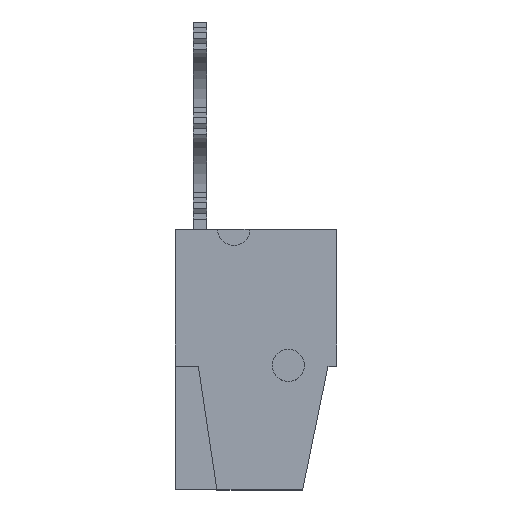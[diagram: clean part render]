
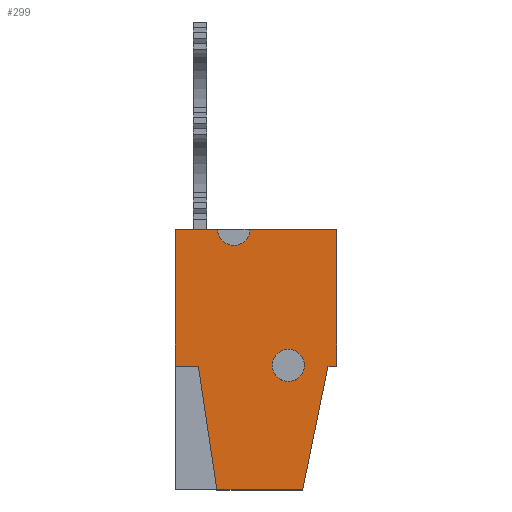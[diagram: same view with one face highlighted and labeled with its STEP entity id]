
A CAD part, top view. The second image highlights one B-rep face of the part: STEP entity #299.
In plain terms, the highlighted planar face has unit normal (0, 0, 1).
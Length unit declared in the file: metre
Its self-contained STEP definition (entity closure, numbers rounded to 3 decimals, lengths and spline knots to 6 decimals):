
#299=ADVANCED_FACE('',(#856,#857),#858,.F.);
#856=FACE_BOUND('',#1694,.T.);
#857=FACE_OUTER_BOUND('',#1695,.T.);
#858=PLANE('',#1696);
#1694=EDGE_LOOP('',(#2575));
#1695=EDGE_LOOP('',(#2576,#2577,#2578,#2579,#2580,#2581,#2582,#2583,#2584,#2585));
#1696=AXIS2_PLACEMENT_3D('',#2586,#2587,#2588);
#2575=ORIENTED_EDGE('',*,*,#5028,.T.);
#2576=ORIENTED_EDGE('',*,*,#5029,.F.);
#2577=ORIENTED_EDGE('',*,*,#4999,.T.);
#2578=ORIENTED_EDGE('',*,*,#5030,.T.);
#2579=ORIENTED_EDGE('',*,*,#5031,.T.);
#2580=ORIENTED_EDGE('',*,*,#5032,.T.);
#2581=ORIENTED_EDGE('',*,*,#5033,.T.);
#2582=ORIENTED_EDGE('',*,*,#5034,.T.);
#2583=ORIENTED_EDGE('',*,*,#5035,.T.);
#2584=ORIENTED_EDGE('',*,*,#5036,.F.);
#2585=ORIENTED_EDGE('',*,*,#5003,.T.);
#2586=CARTESIAN_POINT('',(0.042006,-0.014577,0.1525));
#2587=DIRECTION('',(0.,0.0,-1.0));
#2588=DIRECTION('',(-1.0,0.0,0.));
#4999=EDGE_CURVE('',#5983,#5984,#5985,.T.);
#5003=EDGE_CURVE('',#5992,#5990,#5993,.T.);
#5028=EDGE_CURVE('',#6040,#6040,#6041,.T.);
#5029=EDGE_CURVE('',#5983,#5990,#6042,.F.);
#5030=EDGE_CURVE('',#5984,#6043,#6044,.T.);
#5031=EDGE_CURVE('',#6043,#6045,#6046,.T.);
#5032=EDGE_CURVE('',#6045,#6047,#6048,.T.);
#5033=EDGE_CURVE('',#6047,#6049,#6050,.T.);
#5034=EDGE_CURVE('',#6049,#6051,#6052,.T.);
#5035=EDGE_CURVE('',#6051,#6053,#6054,.T.);
#5036=EDGE_CURVE('',#5992,#6053,#6055,.T.);
#5983=VERTEX_POINT('',#7434);
#5984=VERTEX_POINT('',#7435);
#5985=LINE('',#7436,#7437);
#5990=VERTEX_POINT('',#7444);
#5992=VERTEX_POINT('',#7447);
#5993=LINE('',#7448,#7449);
#6040=VERTEX_POINT('',#7519);
#6041=CIRCLE('',#7520,0.00095);
#6042=CIRCLE('',#7521,0.00095);
#6043=VERTEX_POINT('',#7522);
#6044=LINE('',#7523,#7524);
#6045=VERTEX_POINT('',#7525);
#6046=LINE('',#7526,#7527);
#6047=VERTEX_POINT('',#7528);
#6048=LINE('',#7529,#7530);
#6049=VERTEX_POINT('',#7531);
#6050=LINE('',#7532,#7533);
#6051=VERTEX_POINT('',#7534);
#6052=LINE('',#7535,#7536);
#6053=VERTEX_POINT('',#7537);
#6054=LINE('',#7538,#7539);
#6055=LINE('',#7540,#7541);
#7434=CARTESIAN_POINT('',(0.027486,0.010423,0.1525));
#7435=CARTESIAN_POINT('',(0.024986,0.010423,0.1525));
#7436=CARTESIAN_POINT('',(0.013006,0.010423,0.1525));
#7437=VECTOR('',#9449,1.0);
#7444=CARTESIAN_POINT('',(0.029386,0.010423,0.1525));
#7447=CARTESIAN_POINT('',(0.034486,0.010423,0.1525));
#7448=CARTESIAN_POINT('',(0.013006,0.010423,0.1525));
#7449=VECTOR('',#9453,1.0);
#7519=CARTESIAN_POINT('',(0.030686,0.002423,0.1525));
#7520=AXIS2_PLACEMENT_3D('',#9477,#9478,#9479);
#7521=AXIS2_PLACEMENT_3D('',#9480,#9481,#9482);
#7522=CARTESIAN_POINT('',(0.024986,0.002383,0.1525));
#7523=CARTESIAN_POINT('',(0.024986,-0.014577,0.1525));
#7524=VECTOR('',#9483,1.0);
#7525=CARTESIAN_POINT('',(0.026346,0.002383,0.1525));
#7526=CARTESIAN_POINT('',(0.042006,0.002383,0.1525));
#7527=VECTOR('',#9484,1.0);
#7528=CARTESIAN_POINT('',(0.027434,-0.004877,0.1525));
#7529=CARTESIAN_POINT('',(0.029176,-0.0165,0.1525));
#7530=VECTOR('',#9485,1.0);
#7531=CARTESIAN_POINT('',(0.032482,-0.004877,0.1525));
#7532=CARTESIAN_POINT('',(0.042006,-0.004877,0.1525));
#7533=VECTOR('',#9486,1.0);
#7534=CARTESIAN_POINT('',(0.033966,0.002383,0.1525));
#7535=CARTESIAN_POINT('',(0.030961,-0.01232,0.1525));
#7536=VECTOR('',#9487,1.0);
#7537=CARTESIAN_POINT('',(0.034486,0.002383,0.1525));
#7538=CARTESIAN_POINT('',(0.042006,0.002383,0.1525));
#7539=VECTOR('',#9488,1.0);
#7540=CARTESIAN_POINT('',(0.034486,-0.014577,0.1525));
#7541=VECTOR('',#9489,1.0);
#9449=DIRECTION('',(-1.0,0.0,0.));
#9453=DIRECTION('',(-1.0,0.0,0.));
#9477=CARTESIAN_POINT('',(0.031636,0.002423,0.1525));
#9478=DIRECTION('',(0.,0.0,-1.0));
#9479=DIRECTION('',(-1.0,0.0,0.));
#9480=CARTESIAN_POINT('',(0.028436,0.010423,0.1525));
#9481=DIRECTION('',(0.,0.0,-1.0));
#9482=DIRECTION('',(-1.0,0.0,0.));
#9483=DIRECTION('',(0.0,-1.0,0.0));
#9484=DIRECTION('',(1.0,0.0,0.));
#9485=DIRECTION('',(0.148,-0.989,0.));
#9486=DIRECTION('',(1.0,0.0,0.));
#9487=DIRECTION('',(0.2,0.98,0.));
#9488=DIRECTION('',(1.0,0.0,0.));
#9489=DIRECTION('',(0.0,-1.0,0.0));
